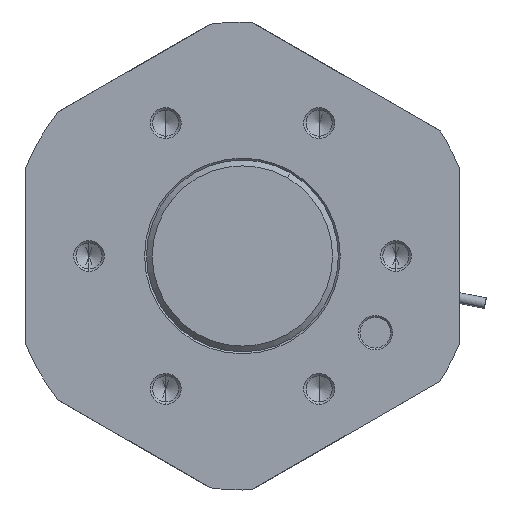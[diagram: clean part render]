
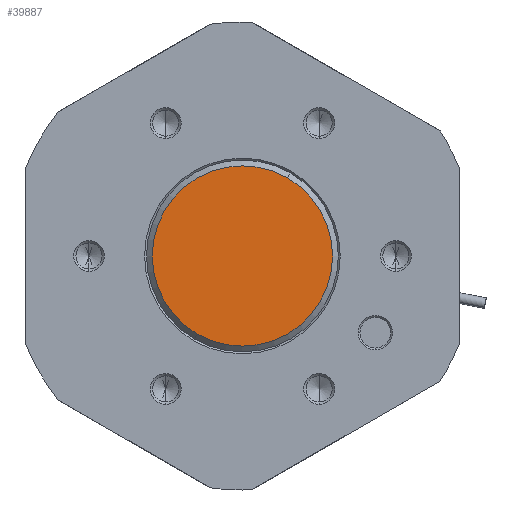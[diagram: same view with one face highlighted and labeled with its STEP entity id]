
A CAD part, front view. The second image highlights one B-rep face of the part: STEP entity #39887.
In plain terms, the highlighted face is planar.
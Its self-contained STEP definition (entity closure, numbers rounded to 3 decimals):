
#4656 = DIRECTION ( 'NONE',  ( 0., 1., 0. ) ) ;
#6391 = CARTESIAN_POINT ( 'NONE',  ( 0., 30., -23.5 ) ) ;
#9019 = DIRECTION ( 'NONE',  ( 0., 0., -1. ) ) ;
#11620 = EDGE_CURVE ( 'NONE', #27808, #30104, #17061, .T. ) ;
#11892 = AXIS2_PLACEMENT_3D ( 'NONE', #47755, #17794, #52542 ) ;
#16157 = DIRECTION ( 'NONE',  ( 0., 0., -1. ) ) ;
#17061 = CIRCLE ( 'NONE', #46926, 23.5 ) ;
#17794 = DIRECTION ( 'NONE',  ( 0., -1., 0. ) ) ;
#23642 = FACE_OUTER_BOUND ( 'NONE', #29112, .T. ) ;
#27808 = VERTEX_POINT ( 'NONE', #6391 ) ;
#29112 = EDGE_LOOP ( 'NONE', ( #36948, #53622 ) ) ;
#30104 = VERTEX_POINT ( 'NONE', #40891 ) ;
#36948 = ORIENTED_EDGE ( 'NONE', *, *, #11620, .T. ) ;
#39887 = ADVANCED_FACE ( 'NONE', ( #23642 ), #47549, .F. ) ;
#40891 = CARTESIAN_POINT ( 'NONE',  ( 0., 30., 23.5 ) ) ;
#46439 = AXIS2_PLACEMENT_3D ( 'NONE', #48589, #4656, #9019 ) ;
#46926 = AXIS2_PLACEMENT_3D ( 'NONE', #51344, #51141, #16157 ) ;
#47549 = PLANE ( 'NONE',  #11892 ) ;
#47755 = CARTESIAN_POINT ( 'NONE',  ( -25., 30., 0. ) ) ;
#48589 = CARTESIAN_POINT ( 'NONE',  ( 0., 30., 0. ) ) ;
#49786 = CIRCLE ( 'NONE', #46439, 23.5 ) ;
#51141 = DIRECTION ( 'NONE',  ( 0., 1., 0. ) ) ;
#51344 = CARTESIAN_POINT ( 'NONE',  ( 0., 30., 0. ) ) ;
#52542 = DIRECTION ( 'NONE',  ( 0., 0., -1. ) ) ;
#53622 = ORIENTED_EDGE ( 'NONE', *, *, #56178, .T. ) ;
#56178 = EDGE_CURVE ( 'NONE', #30104, #27808, #49786, .T. ) ;
